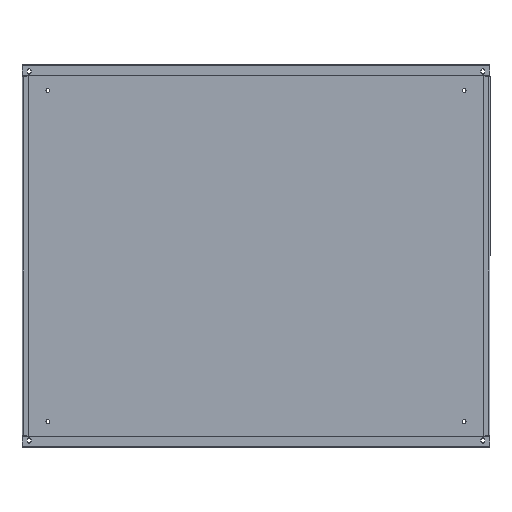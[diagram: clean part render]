
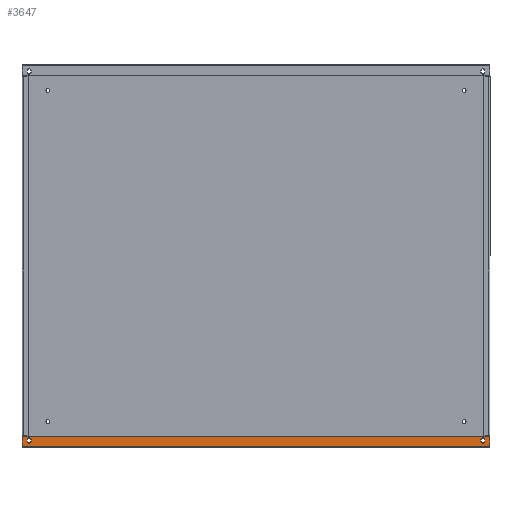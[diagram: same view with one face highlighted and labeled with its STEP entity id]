
A CAD part, top view. The second image highlights one B-rep face of the part: STEP entity #3647.
In plain terms, the highlighted planar face has unit normal (0, 0, 1).
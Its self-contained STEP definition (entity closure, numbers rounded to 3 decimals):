
#183 = CARTESIAN_POINT ( 'NONE',  ( 529.5, 1502.024, 25. ) ) ;
#188 = LINE ( 'NONE', #183, #2371 ) ;
#198 = LINE ( 'NONE', #199, #3284 ) ;
#199 = CARTESIAN_POINT ( 'NONE',  ( 520.5, 1502.024, 25. ) ) ;
#200 = CARTESIAN_POINT ( 'NONE',  ( 525., -425.5, 25. ) ) ;
#201 = DIRECTION ( 'NONE',  ( 0., 0., 1. ) ) ;
#202 = DIRECTION ( 'NONE',  ( 1., 0., 0. ) ) ;
#203 = DIRECTION ( 'NONE',  ( 0., 1., 0. ) ) ;
#204 = LINE ( 'NONE', #214, #3285 ) ;
#205 = LINE ( 'NONE', #211, #3282 ) ;
#206 = CARTESIAN_POINT ( 'NONE',  ( 525., -428.5, 25. ) ) ;
#207 = DIRECTION ( 'NONE',  ( 0., 0., 1. ) ) ;
#208 = DIRECTION ( 'NONE',  ( 1., 0., 0. ) ) ;
#209 = LINE ( 'NONE', #216, #3283 ) ;
#210 = DIRECTION ( 'NONE',  ( 0., 1., 0. ) ) ;
#211 = CARTESIAN_POINT ( 'NONE',  ( -541.5, -440.49, 25. ) ) ;
#212 = LINE ( 'NONE', #225, #1046 ) ;
#213 = DIRECTION ( 'NONE',  ( -1., 0., 0. ) ) ;
#214 = CARTESIAN_POINT ( 'NONE',  ( 541.5, -418., 25. ) ) ;
#215 = DIRECTION ( 'NONE',  ( 0., 1., 0. ) ) ;
#216 = CARTESIAN_POINT ( 'NONE',  ( -541.5, -418., 25. ) ) ;
#217 = DIRECTION ( 'NONE',  ( -1., 0., 0. ) ) ;
#218 = LINE ( 'NONE', #219, #3888 ) ;
#219 = CARTESIAN_POINT ( 'NONE',  ( -541.5, -440.5, 25. ) ) ;
#220 = DIRECTION ( 'NONE',  ( 0., -1., 0. ) ) ;
#221 = CARTESIAN_POINT ( 'NONE',  ( -529.5, 1502.024, 25. ) ) ;
#225 = CARTESIAN_POINT ( 'NONE',  ( -520.5, 1502.024, 25. ) ) ;
#226 = LINE ( 'NONE', #221, #535 ) ;
#227 = CARTESIAN_POINT ( 'NONE',  ( -525., -428.5, 25. ) ) ;
#228 = DIRECTION ( 'NONE',  ( 0., 0., -1. ) ) ;
#229 = DIRECTION ( 'NONE',  ( 1., 0., 0. ) ) ;
#230 = DIRECTION ( 'NONE',  ( 0., 1., 0. ) ) ;
#233 = CARTESIAN_POINT ( 'NONE',  ( -525., -425.5, 25. ) ) ;
#234 = DIRECTION ( 'NONE',  ( 0., 0., -1. ) ) ;
#235 = DIRECTION ( 'NONE',  ( 1., 0., 0. ) ) ;
#236 = DIRECTION ( 'NONE',  ( 0., 1., 0. ) ) ;
#533 = AXIS2_PLACEMENT_3D ( 'NONE', #233, #234, #235 ) ;
#534 = CIRCLE ( 'NONE', #533, 4.5 ) ;
#535 = VECTOR ( 'NONE', #230, 1000. ) ;
#545 = CARTESIAN_POINT ( 'NONE',  ( 541.5, -440.49, 25. ) ) ;
#562 = CARTESIAN_POINT ( 'NONE',  ( 520.5, -428.5, 25. ) ) ;
#918 = CARTESIAN_POINT ( 'NONE',  ( -529.5, -428.5, 25. ) ) ;
#928 = CARTESIAN_POINT ( 'NONE',  ( -520.5, -425.5, 25. ) ) ;
#933 = CARTESIAN_POINT ( 'NONE',  ( 541.5, -418., 25. ) ) ;
#935 = CARTESIAN_POINT ( 'NONE',  ( -529.5, -425.5, 25. ) ) ;
#937 = CARTESIAN_POINT ( 'NONE',  ( -541.5, -418., 25. ) ) ;
#1046 = VECTOR ( 'NONE', #236, 1000. ) ;
#1113 = FACE_OUTER_BOUND ( 'NONE', #4122, .T. ) ;
#1116 = DIRECTION ( 'NONE',  ( 0., 0., -1. ) ) ;
#1118 = CARTESIAN_POINT ( 'NONE',  ( -541.5, -440.5, 25. ) ) ;
#1119 = FACE_BOUND ( 'NONE', #1723, .T. ) ;
#1121 = FACE_BOUND ( 'NONE', #3993, .T. ) ;
#1122 = PLANE ( 'NONE',  #3924 ) ;
#1124 = DIRECTION ( 'NONE',  ( -1., 0., 0. ) ) ;
#1275 = VERTEX_POINT ( 'NONE', #2777 ) ;
#1277 = VERTEX_POINT ( 'NONE', #2776 ) ;
#1282 = VERTEX_POINT ( 'NONE', #2772 ) ;
#1322 = VERTEX_POINT ( 'NONE', #2732 ) ;
#1326 = VERTEX_POINT ( 'NONE', #2728 ) ;
#1723 = EDGE_LOOP ( 'NONE', ( #2991, #2992, #3061, #2983 ) ) ;
#2369 = CIRCLE ( 'NONE', #3286, 4.5 ) ;
#2370 = AXIS2_PLACEMENT_3D ( 'NONE', #200, #201, #202 ) ;
#2371 = VECTOR ( 'NONE', #203, 1000. ) ;
#2372 = CIRCLE ( 'NONE', #2370, 4.5 ) ;
#2728 = CARTESIAN_POINT ( 'NONE',  ( 529.5, -428.5, 25. ) ) ;
#2732 = CARTESIAN_POINT ( 'NONE',  ( 529.5, -425.5, 25. ) ) ;
#2772 = CARTESIAN_POINT ( 'NONE',  ( -541.5, -440.49, 25. ) ) ;
#2776 = CARTESIAN_POINT ( 'NONE',  ( 520.5, -425.5, 25. ) ) ;
#2777 = CARTESIAN_POINT ( 'NONE',  ( -520.5, -428.5, 25. ) ) ;
#2978 = ORIENTED_EDGE ( 'NONE', *, *, #4522, .T. ) ;
#2982 = ORIENTED_EDGE ( 'NONE', *, *, #4523, .F. ) ;
#2983 = ORIENTED_EDGE ( 'NONE', *, *, #4514, .T. ) ;
#2984 = ORIENTED_EDGE ( 'NONE', *, *, #4515, .F. ) ;
#2985 = ORIENTED_EDGE ( 'NONE', *, *, #4518, .T. ) ;
#2986 = ORIENTED_EDGE ( 'NONE', *, *, #4516, .T. ) ;
#2987 = ORIENTED_EDGE ( 'NONE', *, *, #4517, .T. ) ;
#2988 = ORIENTED_EDGE ( 'NONE', *, *, #4520, .T. ) ;
#2989 = ORIENTED_EDGE ( 'NONE', *, *, #4521, .T. ) ;
#2991 = ORIENTED_EDGE ( 'NONE', *, *, #4511, .F. ) ;
#2992 = ORIENTED_EDGE ( 'NONE', *, *, #4512, .F. ) ;
#3061 = ORIENTED_EDGE ( 'NONE', *, *, #4513, .F. ) ;
#3282 = VECTOR ( 'NONE', #213, 1000. ) ;
#3283 = VECTOR ( 'NONE', #217, 1000. ) ;
#3284 = VECTOR ( 'NONE', #210, 1000. ) ;
#3285 = VECTOR ( 'NONE', #215, 1000. ) ;
#3286 = AXIS2_PLACEMENT_3D ( 'NONE', #206, #207, #208 ) ;
#3647 = ADVANCED_FACE ( 'NONE', ( #1119, #1113, #1121 ), #1122, .F. ) ;
#3748 = VERTEX_POINT ( 'NONE', #918 ) ;
#3758 = VERTEX_POINT ( 'NONE', #928 ) ;
#3763 = VERTEX_POINT ( 'NONE', #933 ) ;
#3765 = VERTEX_POINT ( 'NONE', #935 ) ;
#3767 = VERTEX_POINT ( 'NONE', #937 ) ;
#3831 = VERTEX_POINT ( 'NONE', #545 ) ;
#3841 = VERTEX_POINT ( 'NONE', #562 ) ;
#3887 = CIRCLE ( 'NONE', #3889, 4.5 ) ;
#3888 = VECTOR ( 'NONE', #220, 1000. ) ;
#3889 = AXIS2_PLACEMENT_3D ( 'NONE', #227, #228, #229 ) ;
#3924 = AXIS2_PLACEMENT_3D ( 'NONE', #1118, #1116, #1124 ) ;
#3993 = EDGE_LOOP ( 'NONE', ( #2988, #2989, #2978, #2982 ) ) ;
#4122 = EDGE_LOOP ( 'NONE', ( #2984, #2986, #2987, #2985 ) ) ;
#4511 = EDGE_CURVE ( 'NONE', #1322, #1277, #2372, .T. ) ;
#4512 = EDGE_CURVE ( 'NONE', #1326, #1322, #188, .T. ) ;
#4513 = EDGE_CURVE ( 'NONE', #3841, #1326, #2369, .T. ) ;
#4514 = EDGE_CURVE ( 'NONE', #3841, #1277, #198, .T. ) ;
#4515 = EDGE_CURVE ( 'NONE', #3831, #1282, #205, .T. ) ;
#4516 = EDGE_CURVE ( 'NONE', #3831, #3763, #204, .T. ) ;
#4517 = EDGE_CURVE ( 'NONE', #3763, #3767, #209, .T. ) ;
#4518 = EDGE_CURVE ( 'NONE', #3767, #1282, #218, .T. ) ;
#4520 = EDGE_CURVE ( 'NONE', #1275, #3748, #3887, .T. ) ;
#4521 = EDGE_CURVE ( 'NONE', #3748, #3765, #226, .T. ) ;
#4522 = EDGE_CURVE ( 'NONE', #3765, #3758, #534, .T. ) ;
#4523 = EDGE_CURVE ( 'NONE', #1275, #3758, #212, .T. ) ;
